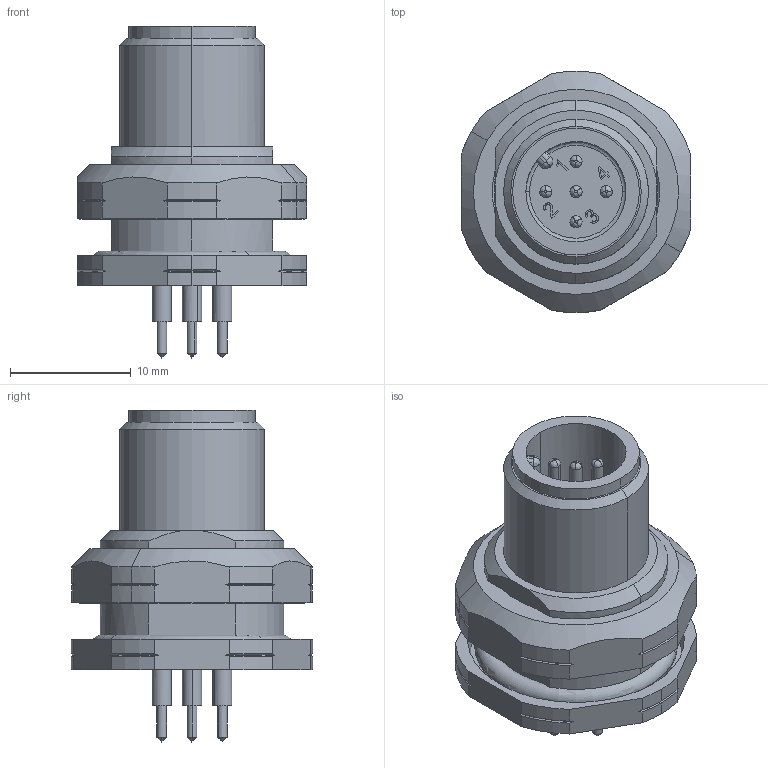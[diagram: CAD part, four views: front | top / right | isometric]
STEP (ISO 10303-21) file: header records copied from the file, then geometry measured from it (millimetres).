
FILE_DESCRIPTION(('CATIA V5R24 STEP','CAx-IF Rec.Pracs.--- Model Styling and Organization---1.2---2011-12-15'),'2;1');
FILE_NAME ('D1461784_0_2422160000_2422160000.stp','2017-05-10T12:05:25+00:00',('none'),('Weidmueller'),'CATIA Version 5-6 Release 2014 SP4 HF52','CATIA V5 STEP AP214','none');
FILE_SCHEMA(('AUTOMOTIVE_DESIGN { 1 0 10303 214 1 1 1 1 }'));
Length unit declared in the file: millimetre
Products named in the file (1): v5-standard_part
Bounding box: 19 x 20 x 27.5 mm (x, y, z)
Volume: 2977.2 mm3; surface area: 3877.8 mm2
Topology: 1 solids, 12 shells, 446 faces, 1185 edges, 777 vertices
Faces by surface type: cylinder 159, plane 127, cone 86, bspline 59, torus 15
Entity records: 15472 total; most frequent: CARTESIAN_POINT 4897, ORIENTED_EDGE 2350, DIRECTION 1565, EDGE_CURVE 1175, VERTEX_POINT 777, AXIS2_PLACEMENT_3D 731, EDGE_LOOP 496, VECTOR 446
